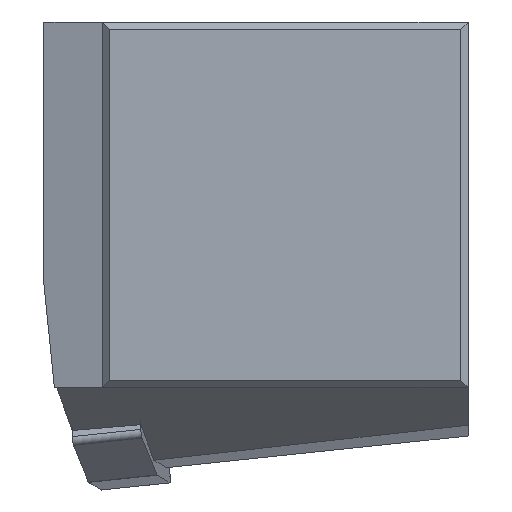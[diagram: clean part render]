
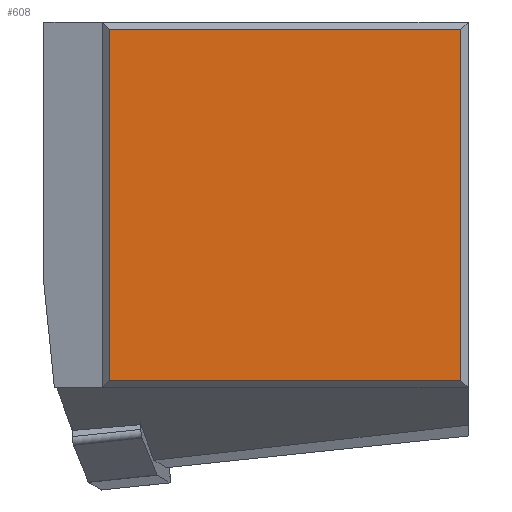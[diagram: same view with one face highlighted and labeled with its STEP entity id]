
A CAD part, left-side view. The second image highlights one B-rep face of the part: STEP entity #608.
In plain terms, the highlighted face is planar.
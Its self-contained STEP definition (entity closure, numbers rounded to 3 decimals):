
#104=DIRECTION('',(-1.,0.,0.));
#105=VECTOR('',#104,24.);
#106=CARTESIAN_POINT('',(-0.5,24.5,0.));
#107=LINE('',#106,#105);
#111=DIRECTION('',(0.,1.,0.));
#112=VECTOR('',#111,24.);
#113=CARTESIAN_POINT('',(-0.5,0.5,0.));
#114=LINE('',#113,#112);
#118=DIRECTION('',(1.,0.,0.));
#119=VECTOR('',#118,24.);
#120=CARTESIAN_POINT('',(-24.5,0.5,0.));
#121=LINE('',#120,#119);
#125=DIRECTION('',(0.,-1.,0.));
#126=VECTOR('',#125,24.);
#127=CARTESIAN_POINT('',(-24.5,24.5,0.));
#128=LINE('',#127,#126);
#537=CARTESIAN_POINT('',(-0.5,24.5,0.));
#538=CARTESIAN_POINT('',(-24.5,24.5,0.));
#539=VERTEX_POINT('',#537);
#540=VERTEX_POINT('',#538);
#547=CARTESIAN_POINT('',(-0.5,0.5,0.));
#548=VERTEX_POINT('',#547);
#551=CARTESIAN_POINT('',(-24.5,0.5,0.));
#552=VERTEX_POINT('',#551);
#593=CARTESIAN_POINT('',(0.,0.,0.));
#594=DIRECTION('',(0.,0.,-1.));
#595=DIRECTION('',(0.,1.,0.));
#596=AXIS2_PLACEMENT_3D('',#593,#594,#595);
#597=PLANE('',#596);
#599=ORIENTED_EDGE('',*,*,#598,.F.);
#601=ORIENTED_EDGE('',*,*,#600,.F.);
#603=ORIENTED_EDGE('',*,*,#602,.F.);
#605=ORIENTED_EDGE('',*,*,#604,.F.);
#606=EDGE_LOOP('',(#599,#601,#603,#605));
#607=FACE_OUTER_BOUND('',#606,.F.);
#598=EDGE_CURVE('',#539,#540,#107,.T.);
#600=EDGE_CURVE('',#548,#539,#114,.T.);
#602=EDGE_CURVE('',#552,#548,#121,.T.);
#604=EDGE_CURVE('',#540,#552,#128,.T.);
#608=ADVANCED_FACE('',(#607),#597,.F.);
